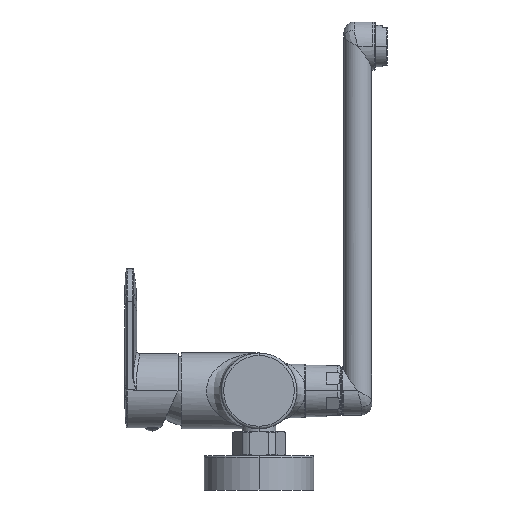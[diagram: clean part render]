
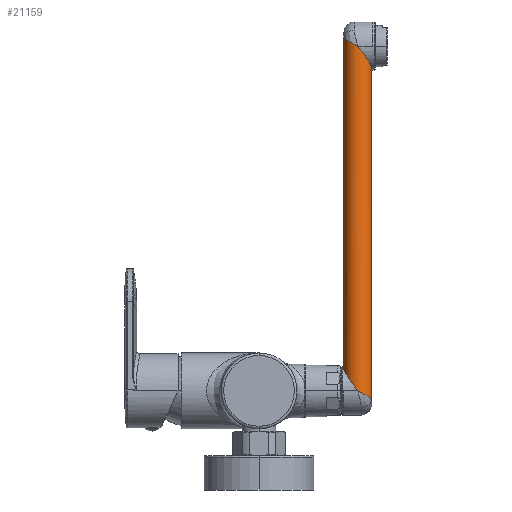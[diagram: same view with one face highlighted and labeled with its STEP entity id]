
A CAD part, left-side view. The second image highlights one B-rep face of the part: STEP entity #21159.
In plain terms, the highlighted cylindrical face has radius 8 mm (diameter 16 mm), a partial arc.
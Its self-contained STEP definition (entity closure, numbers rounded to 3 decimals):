
#18690=CARTESIAN_POINT('',(-6.,-49.3,12.649));
#18691=CARTESIAN_POINT('',(-6.494,-49.3,12.415));
#18692=CARTESIAN_POINT('',(-7.505,-49.392,
11.864));
#18693=CARTESIAN_POINT('',(-9.035,-49.838,
10.755));
#18694=CARTESIAN_POINT('',(-10.526,-50.628,
9.315));
#18695=CARTESIAN_POINT('',(-11.884,-51.779,
7.521));
#18696=CARTESIAN_POINT('',(-13.018,-53.293,
5.362));
#18697=CARTESIAN_POINT('',(-13.812,-55.198,
2.78));
#18698=CARTESIAN_POINT('',(-14.,-56.583,
0.949));
#18699=CARTESIAN_POINT('',(-14.,-57.301,
0.));
#18830=CARTESIAN_POINT('',(-6.,-65.3,187.351));
#18831=CARTESIAN_POINT('',(-6.494,-65.3,187.585));
#18832=CARTESIAN_POINT('',(-7.505,-65.208,
188.136));
#18833=CARTESIAN_POINT('',(-9.035,-64.762,
189.245));
#18834=CARTESIAN_POINT('',(-10.526,-63.972,
190.685));
#18835=CARTESIAN_POINT('',(-11.884,-62.821,
192.479));
#18836=CARTESIAN_POINT('',(-13.018,-61.307,
194.638));
#18837=CARTESIAN_POINT('',(-13.812,-59.402,
197.22));
#18838=CARTESIAN_POINT('',(-14.,-58.017,
199.051));
#18839=CARTESIAN_POINT('',(-14.,-57.299,
200.));
#18856=CARTESIAN_POINT('',(-6.,-49.3,205.292));
#18857=CARTESIAN_POINT('',(-6.581,-49.3,
205.126));
#18858=CARTESIAN_POINT('',(-7.748,-49.427,
204.769));
#18859=CARTESIAN_POINT('',(-9.427,-49.999,
204.146));
#18860=CARTESIAN_POINT('',(-10.954,-50.934,
203.439));
#18861=CARTESIAN_POINT('',(-12.251,-52.198,
202.656));
#18862=CARTESIAN_POINT('',(-13.239,-53.735,
201.811));
#18863=CARTESIAN_POINT('',(-13.859,-55.464,
200.916));
#18864=CARTESIAN_POINT('',(-14.,-56.688,
200.31));
#18865=CARTESIAN_POINT('',(-14.,-57.299,
200.));
#18867=DIRECTION('',(0.,0.,-1.));
#18868=VECTOR('',#18867,192.642);
#18869=CARTESIAN_POINT('',(-6.,-65.3,187.351));
#18870=LINE('',#18869,#18868);
#18871=CARTESIAN_POINT('',(-6.,-65.3,-5.292));
#18872=CARTESIAN_POINT('',(-6.581,-65.3,
-5.126));
#18873=CARTESIAN_POINT('',(-7.748,-65.173,
-4.769));
#18874=CARTESIAN_POINT('',(-9.427,-64.601,
-4.146));
#18875=CARTESIAN_POINT('',(-10.954,-63.666,
-3.439));
#18876=CARTESIAN_POINT('',(-12.251,-62.402,
-2.656));
#18877=CARTESIAN_POINT('',(-13.239,-60.865,
-1.811));
#18878=CARTESIAN_POINT('',(-13.859,-59.136,
-0.916));
#18879=CARTESIAN_POINT('',(-14.,-57.912,
-0.31));
#18880=CARTESIAN_POINT('',(-14.,-57.301,
0.));
#18882=DIRECTION('',(0.,0.,1.));
#18883=VECTOR('',#18882,192.642);
#18884=CARTESIAN_POINT('',(-6.,-49.3,12.649));
#18885=LINE('',#18884,#18883);
#19508=CARTESIAN_POINT('',(-6.,-65.3,187.351));
#19510=VERTEX_POINT('',#19508);
#19511=CARTESIAN_POINT('',(-6.,-49.3,12.649));
#19513=VERTEX_POINT('',#19511);
#19515=VERTEX_POINT('',#18856);
#19516=VERTEX_POINT('',#18865);
#19523=VERTEX_POINT('',#18871);
#19524=VERTEX_POINT('',#18880);
#21144=CARTESIAN_POINT('',(-6.,-57.3,-36.8));
#21145=DIRECTION('',(0.,0.,1.));
#21146=DIRECTION('',(1.,0.,0.));
#21147=AXIS2_PLACEMENT_3D('',#21144,#21145,#21146);
#21148=CYLINDRICAL_SURFACE('',#21147,8.);
#21150=ORIENTED_EDGE('',*,*,#21149,.T.);
#21151=ORIENTED_EDGE('',*,*,#21024,.F.);
#21152=ORIENTED_EDGE('',*,*,#21046,.T.);
#21153=ORIENTED_EDGE('',*,*,#21130,.T.);
#21154=ORIENTED_EDGE('',*,*,#20807,.F.);
#21156=ORIENTED_EDGE('',*,*,#21155,.T.);
#21157=EDGE_LOOP('',(#21150,#21151,#21152,#21153,#21154,#21156));
#21158=FACE_OUTER_BOUND('',#21157,.F.);
#21159=ADVANCED_FACE('',(#21158),#21148,.T.);
#18700=B_SPLINE_CURVE_WITH_KNOTS('',3,(#18690,#18691,#18692,#18693,#18694,
#18695,#18696,#18697,#18698,#18699),.UNSPECIFIED.,.F.,.F.,(4,1,1,1,1,1,1,4),(
0.,0.143,0.286,0.429,0.571,
0.714,0.857,1.),.UNSPECIFIED.);
#18840=B_SPLINE_CURVE_WITH_KNOTS('',3,(#18830,#18831,#18832,#18833,#18834,
#18835,#18836,#18837,#18838,#18839),.UNSPECIFIED.,.F.,.F.,(4,1,1,1,1,1,1,4),(
0.,0.143,0.286,0.429,0.571,
0.714,0.857,1.),.UNSPECIFIED.);
#18866=B_SPLINE_CURVE_WITH_KNOTS('',3,(#18856,#18857,#18858,#18859,#18860,
#18861,#18862,#18863,#18864,#18865),.UNSPECIFIED.,.F.,.F.,(4,1,1,1,1,1,1,4),(
0.,0.143,0.286,0.429,0.571,
0.714,0.857,1.),.UNSPECIFIED.);
#18881=B_SPLINE_CURVE_WITH_KNOTS('',3,(#18871,#18872,#18873,#18874,#18875,
#18876,#18877,#18878,#18879,#18880),.UNSPECIFIED.,.F.,.F.,(4,1,1,1,1,1,1,4),(
0.,0.143,0.286,0.429,0.571,
0.714,0.857,1.),.UNSPECIFIED.);
#20807=EDGE_CURVE('',#19513,#19524,#18700,.T.);
#21024=EDGE_CURVE('',#19510,#19516,#18840,.T.);
#21046=EDGE_CURVE('',#19510,#19523,#18870,.T.);
#21130=EDGE_CURVE('',#19523,#19524,#18881,.T.);
#21149=EDGE_CURVE('',#19515,#19516,#18866,.T.);
#21155=EDGE_CURVE('',#19513,#19515,#18885,.T.);
